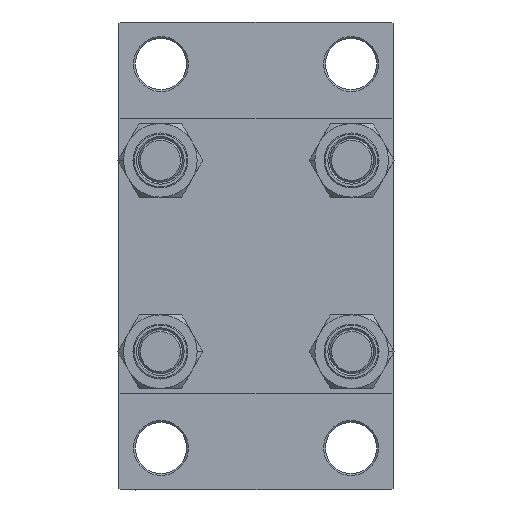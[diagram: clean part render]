
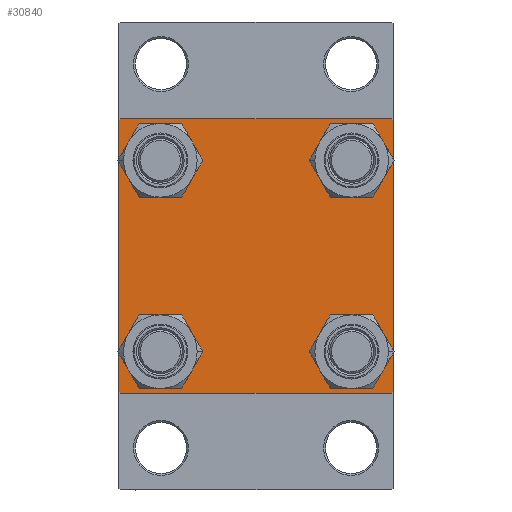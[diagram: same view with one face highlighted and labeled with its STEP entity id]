
A CAD part, left-side view. The second image highlights one B-rep face of the part: STEP entity #30840.
In plain terms, the highlighted planar face has unit normal (-1, 0, 0).
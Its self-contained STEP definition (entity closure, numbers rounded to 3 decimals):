
#466 = CARTESIAN_POINT ( 'NONE',  ( 0., 37.5, -37. ) ) ;
#578 = VERTEX_POINT ( 'NONE', #3488 ) ;
#897 = DIRECTION ( 'NONE',  ( 1., 0., 0. ) ) ;
#1068 = LINE ( 'NONE', #41808, #38382 ) ;
#2027 = EDGE_LOOP ( 'NONE', ( #44713, #23348 ) ) ;
#2421 = CARTESIAN_POINT ( 'NONE',  ( 0., 26.15, 19.65 ) ) ;
#2487 = CARTESIAN_POINT ( 'NONE',  ( 0., -37.25, 37.25 ) ) ;
#2631 = CARTESIAN_POINT ( 'NONE',  ( 0., 37., 37.5 ) ) ;
#2788 = DIRECTION ( 'NONE',  ( 1., 0., 0. ) ) ;
#3145 = EDGE_LOOP ( 'NONE', ( #21390, #25487 ) ) ;
#3328 = CIRCLE ( 'NONE', #24932, 6.5 ) ;
#3488 = CARTESIAN_POINT ( 'NONE',  ( 0., -26.15, -32.65 ) ) ;
#3884 = AXIS2_PLACEMENT_3D ( 'NONE', #31147, #30674, #23439 ) ;
#4281 = EDGE_CURVE ( 'NONE', #32452, #32148, #26034, .T. ) ;
#4352 = DIRECTION ( 'NONE',  ( 1., 0., 0. ) ) ;
#4471 = AXIS2_PLACEMENT_3D ( 'NONE', #36244, #40333, #7287 ) ;
#4500 = CIRCLE ( 'NONE', #47624, 6.5 ) ;
#5521 = CARTESIAN_POINT ( 'NONE',  ( 0., -37., -37.5 ) ) ;
#5563 = VERTEX_POINT ( 'NONE', #10467 ) ;
#6060 = CARTESIAN_POINT ( 'NONE',  ( 0., 26.15, 26.15 ) ) ;
#6339 = ORIENTED_EDGE ( 'NONE', *, *, #28459, .T. ) ;
#6507 = DIRECTION ( 'NONE',  ( 0., 0., -1. ) ) ;
#7089 = LINE ( 'NONE', #7805, #45943 ) ;
#7141 = CARTESIAN_POINT ( 'NONE',  ( 0., -26.15, 32.65 ) ) ;
#7287 = DIRECTION ( 'NONE',  ( 0., 0., 1. ) ) ;
#7549 = CARTESIAN_POINT ( 'NONE',  ( 0., 37.5, 37.5 ) ) ;
#7805 = CARTESIAN_POINT ( 'NONE',  ( 0., 37.25, -37.25 ) ) ;
#8317 = FACE_BOUND ( 'NONE', #2027, .T. ) ;
#8749 = ORIENTED_EDGE ( 'NONE', *, *, #12711, .F. ) ;
#9457 = EDGE_CURVE ( 'NONE', #13015, #44017, #30077, .T. ) ;
#9621 = VECTOR ( 'NONE', #17381, 1000. ) ;
#9852 = CIRCLE ( 'NONE', #16827, 6.5 ) ;
#9860 = AXIS2_PLACEMENT_3D ( 'NONE', #38248, #897, #27400 ) ;
#10467 = CARTESIAN_POINT ( 'NONE',  ( 0., 37., -37.5 ) ) ;
#10500 = CARTESIAN_POINT ( 'NONE',  ( 0., -26.15, 26.15 ) ) ;
#11731 = DIRECTION ( 'NONE',  ( 0., 0., -1. ) ) ;
#12136 = VECTOR ( 'NONE', #6507, 1000. ) ;
#12711 = EDGE_CURVE ( 'NONE', #28797, #24697, #41637, .T. ) ;
#12821 = LINE ( 'NONE', #42944, #9621 ) ;
#12996 = CARTESIAN_POINT ( 'NONE',  ( 0., -26.15, -26.15 ) ) ;
#13015 = VERTEX_POINT ( 'NONE', #2421 ) ;
#13118 = CARTESIAN_POINT ( 'NONE',  ( 0., -37., 37.5 ) ) ;
#14013 = ORIENTED_EDGE ( 'NONE', *, *, #35778, .T. ) ;
#14503 = DIRECTION ( 'NONE',  ( 0., 0., 1. ) ) ;
#14593 = ORIENTED_EDGE ( 'NONE', *, *, #24572, .F. ) ;
#16397 = EDGE_CURVE ( 'NONE', #44017, #13015, #41665, .T. ) ;
#16827 = AXIS2_PLACEMENT_3D ( 'NONE', #12996, #16856, #32041 ) ;
#16856 = DIRECTION ( 'NONE',  ( 1., 0., 0. ) ) ;
#17264 = CARTESIAN_POINT ( 'NONE',  ( 0., 26.15, -19.65 ) ) ;
#17381 = DIRECTION ( 'NONE',  ( 0., 0.707, -0.707 ) ) ;
#17427 = DIRECTION ( 'NONE',  ( 0., 0.707, 0.707 ) ) ;
#17749 = ORIENTED_EDGE ( 'NONE', *, *, #9457, .T. ) ;
#18910 = DIRECTION ( 'NONE',  ( 0., -0.707, -0.707 ) ) ;
#18918 = CARTESIAN_POINT ( 'NONE',  ( 0., 37.5, 37. ) ) ;
#19133 = LINE ( 'NONE', #7549, #29620 ) ;
#19429 = VERTEX_POINT ( 'NONE', #41211 ) ;
#20092 = VERTEX_POINT ( 'NONE', #18918 ) ;
#20323 = VERTEX_POINT ( 'NONE', #466 ) ;
#20363 = CIRCLE ( 'NONE', #22701, 6.5 ) ;
#21018 = VERTEX_POINT ( 'NONE', #17264 ) ;
#21025 = DIRECTION ( 'NONE',  ( 0., 0., 1. ) ) ;
#21036 = FACE_BOUND ( 'NONE', #3145, .T. ) ;
#21390 = ORIENTED_EDGE ( 'NONE', *, *, #22327, .T. ) ;
#22218 = CIRCLE ( 'NONE', #9860, 6.5 ) ;
#22327 = EDGE_CURVE ( 'NONE', #21018, #19429, #3328, .T. ) ;
#22701 = AXIS2_PLACEMENT_3D ( 'NONE', #29949, #4352, #14503 ) ;
#22976 = VERTEX_POINT ( 'NONE', #5521 ) ;
#23006 = DIRECTION ( 'NONE',  ( 0., -1., 0. ) ) ;
#23290 = FACE_BOUND ( 'NONE', #41361, .T. ) ;
#23335 = ORIENTED_EDGE ( 'NONE', *, *, #40812, .T. ) ;
#23348 = ORIENTED_EDGE ( 'NONE', *, *, #4281, .T. ) ;
#23439 = DIRECTION ( 'NONE',  ( 0., 0., 1. ) ) ;
#23464 = DIRECTION ( 'NONE',  ( 0., 0., 1. ) ) ;
#23768 = CARTESIAN_POINT ( 'NONE',  ( 0., 0., 0. ) ) ;
#24149 = CARTESIAN_POINT ( 'NONE',  ( 0., 37.5, -37.5 ) ) ;
#24290 = ORIENTED_EDGE ( 'NONE', *, *, #42707, .T. ) ;
#24572 = EDGE_CURVE ( 'NONE', #32805, #46860, #19133, .T. ) ;
#24697 = VERTEX_POINT ( 'NONE', #41069 ) ;
#24932 = AXIS2_PLACEMENT_3D ( 'NONE', #27070, #30467, #23464 ) ;
#25487 = ORIENTED_EDGE ( 'NONE', *, *, #46388, .T. ) ;
#26034 = CIRCLE ( 'NONE', #4471, 6.5 ) ;
#26544 = VECTOR ( 'NONE', #17427, 1000. ) ;
#26726 = CARTESIAN_POINT ( 'NONE',  ( 0., 26.15, 32.65 ) ) ;
#27070 = CARTESIAN_POINT ( 'NONE',  ( 0., 26.15, -26.15 ) ) ;
#27400 = DIRECTION ( 'NONE',  ( 0., 0., 1. ) ) ;
#27494 = EDGE_CURVE ( 'NONE', #578, #46049, #20363, .T. ) ;
#27561 = CARTESIAN_POINT ( 'NONE',  ( 0., -26.15, 19.65 ) ) ;
#28459 = EDGE_CURVE ( 'NONE', #28797, #46860, #34829, .T. ) ;
#28797 = VERTEX_POINT ( 'NONE', #34010 ) ;
#29449 = EDGE_CURVE ( 'NONE', #32805, #20092, #12821, .T. ) ;
#29620 = VECTOR ( 'NONE', #23006, 1000. ) ;
#29949 = CARTESIAN_POINT ( 'NONE',  ( 0., -26.15, -26.15 ) ) ;
#30077 = CIRCLE ( 'NONE', #3884, 6.5 ) ;
#30467 = DIRECTION ( 'NONE',  ( 1., 0., 0. ) ) ;
#30528 = ORIENTED_EDGE ( 'NONE', *, *, #29449, .T. ) ;
#30610 = VECTOR ( 'NONE', #46540, 1000. ) ;
#30674 = DIRECTION ( 'NONE',  ( 1., 0., 0. ) ) ;
#30840 = ADVANCED_FACE ( 'NONE', ( #8317, #34618, #21036, #23290, #34146 ), #35498, .T. ) ;
#30887 = ORIENTED_EDGE ( 'NONE', *, *, #27494, .T. ) ;
#30899 = AXIS2_PLACEMENT_3D ( 'NONE', #6060, #42246, #21025 ) ;
#31147 = CARTESIAN_POINT ( 'NONE',  ( 0., 26.15, 26.15 ) ) ;
#31455 = ORIENTED_EDGE ( 'NONE', *, *, #16397, .T. ) ;
#32041 = DIRECTION ( 'NONE',  ( 0., 0., 1. ) ) ;
#32148 = VERTEX_POINT ( 'NONE', #7141 ) ;
#32452 = VERTEX_POINT ( 'NONE', #27561 ) ;
#32805 = VERTEX_POINT ( 'NONE', #2631 ) ;
#33129 = ORIENTED_EDGE ( 'NONE', *, *, #45768, .T. ) ;
#34010 = CARTESIAN_POINT ( 'NONE',  ( 0., -37.5, 37. ) ) ;
#34146 = FACE_OUTER_BOUND ( 'NONE', #45800, .T. ) ;
#34618 = FACE_BOUND ( 'NONE', #36795, .T. ) ;
#34815 = VECTOR ( 'NONE', #11731, 1000. ) ;
#34829 = LINE ( 'NONE', #2487, #26544 ) ;
#34973 = EDGE_CURVE ( 'NONE', #5563, #22976, #38838, .T. ) ;
#35498 = PLANE ( 'NONE',  #36619 ) ;
#35612 = DIRECTION ( 'NONE',  ( 0., 0., 1. ) ) ;
#35778 = EDGE_CURVE ( 'NONE', #20092, #20323, #43172, .T. ) ;
#36244 = CARTESIAN_POINT ( 'NONE',  ( 0., -26.15, 26.15 ) ) ;
#36619 = AXIS2_PLACEMENT_3D ( 'NONE', #23768, #41607, #46570 ) ;
#36795 = EDGE_LOOP ( 'NONE', ( #23335, #30887 ) ) ;
#37240 = DIRECTION ( 'NONE',  ( 0., -0.707, 0.707 ) ) ;
#37304 = CARTESIAN_POINT ( 'NONE',  ( 0., -37.5, 37.5 ) ) ;
#38248 = CARTESIAN_POINT ( 'NONE',  ( 0., 26.15, -26.15 ) ) ;
#38382 = VECTOR ( 'NONE', #37240, 1000. ) ;
#38838 = LINE ( 'NONE', #24149, #30610 ) ;
#39084 = CARTESIAN_POINT ( 'NONE',  ( 0., 37.5, 37.5 ) ) ;
#40333 = DIRECTION ( 'NONE',  ( 1., 0., 0. ) ) ;
#40557 = CARTESIAN_POINT ( 'NONE',  ( 0., -26.15, -19.65 ) ) ;
#40812 = EDGE_CURVE ( 'NONE', #46049, #578, #9852, .T. ) ;
#41069 = CARTESIAN_POINT ( 'NONE',  ( 0., -37.5, -37. ) ) ;
#41094 = ORIENTED_EDGE ( 'NONE', *, *, #34973, .T. ) ;
#41211 = CARTESIAN_POINT ( 'NONE',  ( 0., 26.15, -32.65 ) ) ;
#41361 = EDGE_LOOP ( 'NONE', ( #31455, #17749 ) ) ;
#41607 = DIRECTION ( 'NONE',  ( -1., 0., 0. ) ) ;
#41637 = LINE ( 'NONE', #37304, #34815 ) ;
#41665 = CIRCLE ( 'NONE', #30899, 6.5 ) ;
#41808 = CARTESIAN_POINT ( 'NONE',  ( 0., -37.25, -37.25 ) ) ;
#42246 = DIRECTION ( 'NONE',  ( 1., 0., 0. ) ) ;
#42707 = EDGE_CURVE ( 'NONE', #20323, #5563, #7089, .T. ) ;
#42944 = CARTESIAN_POINT ( 'NONE',  ( 0., 37.25, 37.25 ) ) ;
#43172 = LINE ( 'NONE', #39084, #12136 ) ;
#44017 = VERTEX_POINT ( 'NONE', #26726 ) ;
#44713 = ORIENTED_EDGE ( 'NONE', *, *, #47506, .T. ) ;
#45768 = EDGE_CURVE ( 'NONE', #22976, #24697, #1068, .T. ) ;
#45800 = EDGE_LOOP ( 'NONE', ( #14013, #24290, #41094, #33129, #8749, #6339, #14593, #30528 ) ) ;
#45943 = VECTOR ( 'NONE', #18910, 1000. ) ;
#46049 = VERTEX_POINT ( 'NONE', #40557 ) ;
#46388 = EDGE_CURVE ( 'NONE', #19429, #21018, #22218, .T. ) ;
#46540 = DIRECTION ( 'NONE',  ( 0., -1., 0. ) ) ;
#46570 = DIRECTION ( 'NONE',  ( 0., 0., 1. ) ) ;
#46860 = VERTEX_POINT ( 'NONE', #13118 ) ;
#47506 = EDGE_CURVE ( 'NONE', #32148, #32452, #4500, .T. ) ;
#47624 = AXIS2_PLACEMENT_3D ( 'NONE', #10500, #2788, #35612 ) ;
